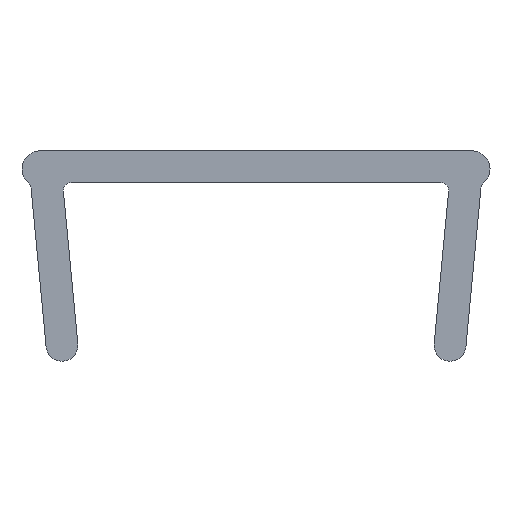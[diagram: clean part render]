
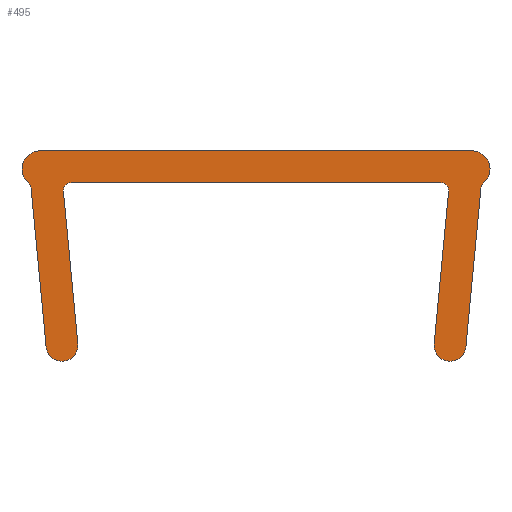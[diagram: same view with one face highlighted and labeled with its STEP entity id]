
A CAD part, front view. The second image highlights one B-rep face of the part: STEP entity #495.
In plain terms, the highlighted planar face has unit normal (0, -1, 0).
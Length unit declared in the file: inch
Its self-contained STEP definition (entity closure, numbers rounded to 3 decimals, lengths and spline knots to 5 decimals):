
#24=CARTESIAN_POINT('',(-0.22346,-3.06653,-0.09558));
#25=VERTEX_POINT('',#24);
#26=CARTESIAN_POINT('',(-0.26328,-3.06653,-0.09936));
#27=VERTEX_POINT('',#26);
#28=CARTESIAN_POINT('',(-0.24337,-3.06653,-0.09747));
#29=DIRECTION('',(0.,1.,0.));
#30=DIRECTION('',(-1.,0.,0.));
#31=AXIS2_PLACEMENT_3D('',#28,#29,#30);
#32=CIRCLE('',#31,0.02);
#33=EDGE_CURVE('',#25,#27,#32,.T.);
#66=CARTESIAN_POINT('',(-0.28213,-3.06653,0.09951));
#67=VERTEX_POINT('',#66);
#68=CARTESIAN_POINT('',(-0.26328,-3.06653,-0.09936));
#69=DIRECTION('',(-0.094,0.,0.996));
#70=VECTOR('',#69,1.);
#71=LINE('',#68,#70);
#72=EDGE_CURVE('',#27,#67,#71,.T.);
#97=CARTESIAN_POINT('',(-0.28554,-3.06653,0.10613));
#98=VERTEX_POINT('',#97);
#99=CARTESIAN_POINT('',(-0.29208,-3.06653,0.09857));
#100=DIRECTION('',(0.,-1.,0.));
#101=DIRECTION('',(-1.,0.,0.));
#102=AXIS2_PLACEMENT_3D('',#99,#100,#101);
#103=CIRCLE('',#102,0.01);
#104=EDGE_CURVE('',#67,#98,#103,.T.);
#130=CARTESIAN_POINT('',(-0.2705,-3.06653,0.14653));
#131=VERTEX_POINT('',#130);
#132=CARTESIAN_POINT('',(-0.2705,-3.06653,0.12353));
#133=DIRECTION('',(0.,1.,0.));
#134=DIRECTION('',(-1.,0.,0.));
#135=AXIS2_PLACEMENT_3D('',#132,#133,#134);
#136=CIRCLE('',#135,0.023);
#137=EDGE_CURVE('',#98,#131,#136,.T.);
#163=CARTESIAN_POINT('',(0.2705,-3.06653,0.14653));
#164=VERTEX_POINT('',#163);
#165=CARTESIAN_POINT('',(0.2705,-3.06653,0.14653));
#166=DIRECTION('',(1.,0.,0.));
#167=VECTOR('',#166,1.);
#168=LINE('',#165,#167);
#169=EDGE_CURVE('',#131,#164,#168,.T.);
#194=CARTESIAN_POINT('',(0.28554,-3.06653,0.10613));
#195=VERTEX_POINT('',#194);
#196=CARTESIAN_POINT('',(0.2705,-3.06653,0.12353));
#197=DIRECTION('',(0.,1.,0.));
#198=DIRECTION('',(-1.,0.,0.));
#199=AXIS2_PLACEMENT_3D('',#196,#197,#198);
#200=CIRCLE('',#199,0.023);
#201=EDGE_CURVE('',#164,#195,#200,.T.);
#227=CARTESIAN_POINT('',(0.28213,-3.06653,0.09951));
#228=VERTEX_POINT('',#227);
#229=CARTESIAN_POINT('',(0.29208,-3.06653,0.09857));
#230=DIRECTION('',(0.,-1.,0.));
#231=DIRECTION('',(-1.,0.,0.));
#232=AXIS2_PLACEMENT_3D('',#229,#230,#231);
#233=CIRCLE('',#232,0.01);
#234=EDGE_CURVE('',#195,#228,#233,.T.);
#260=CARTESIAN_POINT('',(0.26328,-3.06653,-0.09936));
#261=VERTEX_POINT('',#260);
#262=CARTESIAN_POINT('',(0.28213,-3.06653,0.09951));
#263=DIRECTION('',(-0.094,0.,-0.996));
#264=VECTOR('',#263,1.);
#265=LINE('',#262,#264);
#266=EDGE_CURVE('',#228,#261,#265,.T.);
#291=CARTESIAN_POINT('',(0.22346,-3.06653,-0.09558));
#292=VERTEX_POINT('',#291);
#293=CARTESIAN_POINT('',(0.24337,-3.06653,-0.09747));
#294=DIRECTION('',(0.,1.,0.));
#295=DIRECTION('',(-1.,0.,0.));
#296=AXIS2_PLACEMENT_3D('',#293,#294,#295);
#297=CIRCLE('',#296,0.02);
#298=EDGE_CURVE('',#261,#292,#297,.T.);
#324=CARTESIAN_POINT('',(0.24158,-3.06653,0.09558));
#325=VERTEX_POINT('',#324);
#326=CARTESIAN_POINT('',(0.24158,-3.06653,0.09558));
#327=DIRECTION('',(0.094,0.,0.996));
#328=VECTOR('',#327,1.);
#329=LINE('',#326,#328);
#330=EDGE_CURVE('',#292,#325,#329,.T.);
#355=CARTESIAN_POINT('',(0.23162,-3.06653,0.10653));
#356=VERTEX_POINT('',#355);
#357=CARTESIAN_POINT('',(0.23162,-3.06653,0.09653));
#358=DIRECTION('',(0.,-1.,0.));
#359=DIRECTION('',(0.084,0.,0.996));
#360=AXIS2_PLACEMENT_3D('',#357,#358,#359);
#361=CIRCLE('',#360,0.01);
#362=EDGE_CURVE('',#325,#356,#361,.T.);
#388=CARTESIAN_POINT('',(-0.23162,-3.06653,0.10653));
#389=VERTEX_POINT('',#388);
#390=CARTESIAN_POINT('',(0.23162,-3.06653,0.10653));
#391=DIRECTION('',(-1.,0.,0.));
#392=VECTOR('',#391,1.);
#393=LINE('',#390,#392);
#394=EDGE_CURVE('',#356,#389,#393,.T.);
#419=CARTESIAN_POINT('',(-0.24158,-3.06653,0.09558));
#420=VERTEX_POINT('',#419);
#421=CARTESIAN_POINT('',(-0.23162,-3.06653,0.09653));
#422=DIRECTION('',(0.,-1.,0.));
#423=DIRECTION('',(-1.,0.,0.));
#424=AXIS2_PLACEMENT_3D('',#421,#422,#423);
#425=CIRCLE('',#424,0.01);
#426=EDGE_CURVE('',#389,#420,#425,.T.);
#452=CARTESIAN_POINT('',(-0.22346,-3.06653,-0.09558));
#453=DIRECTION('',(0.094,0.,-0.996));
#454=VECTOR('',#453,1.);
#455=LINE('',#452,#454);
#456=EDGE_CURVE('',#420,#25,#455,.T.);
#474=ORIENTED_EDGE('',*,*,#33,.F.);
#475=ORIENTED_EDGE('',*,*,#456,.F.);
#476=ORIENTED_EDGE('',*,*,#426,.F.);
#477=ORIENTED_EDGE('',*,*,#394,.F.);
#478=ORIENTED_EDGE('',*,*,#362,.F.);
#479=ORIENTED_EDGE('',*,*,#330,.F.);
#480=ORIENTED_EDGE('',*,*,#298,.F.);
#481=ORIENTED_EDGE('',*,*,#266,.F.);
#482=ORIENTED_EDGE('',*,*,#234,.F.);
#483=ORIENTED_EDGE('',*,*,#201,.F.);
#484=ORIENTED_EDGE('',*,*,#169,.F.);
#485=ORIENTED_EDGE('',*,*,#137,.F.);
#486=ORIENTED_EDGE('',*,*,#104,.F.);
#487=ORIENTED_EDGE('',*,*,#72,.F.);
#488=EDGE_LOOP('',(#474,#475,#476,#477,#478,#479,#480,#481,#482,#483,#484,#485,#486,#487));
#489=FACE_OUTER_BOUND('',#488,.T.);
#490=CARTESIAN_POINT('',(-0.22912,-3.06653,-0.03588));
#491=DIRECTION('',(0.,-1.,0.));
#492=DIRECTION('',(1.,0.,0.));
#493=AXIS2_PLACEMENT_3D('',#490,#491,#492);
#494=PLANE('',#493);
#495=ADVANCED_FACE('',(#489),#494,.T.);
